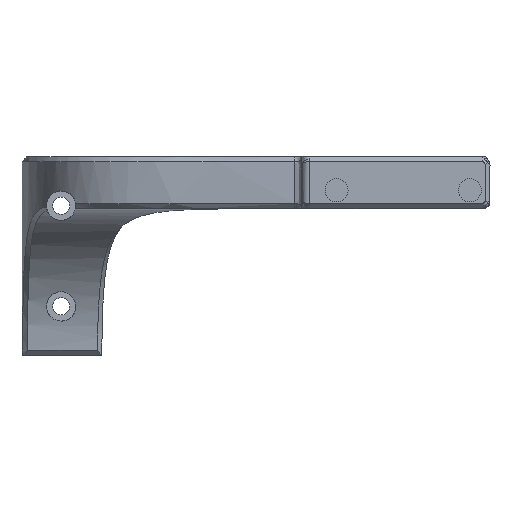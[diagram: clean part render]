
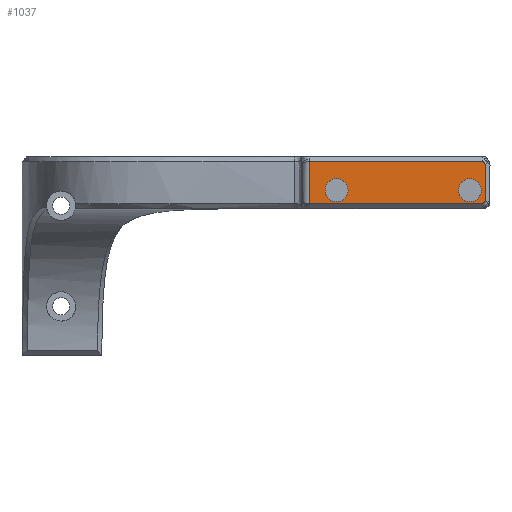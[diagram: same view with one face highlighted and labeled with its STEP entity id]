
A CAD part, front view. The second image highlights one B-rep face of the part: STEP entity #1037.
In plain terms, the highlighted planar face has unit normal (0, -1, 0).
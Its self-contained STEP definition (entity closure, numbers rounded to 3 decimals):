
#79=FACE_BOUND('',#282,.T.);
#80=FACE_BOUND('',#283,.T.);
#88=CIRCLE('',#1193,2.35);
#89=CIRCLE('',#1194,2.35);
#149=B_SPLINE_CURVE_WITH_KNOTS('',3,(#1969,#1970,#1971,#1972,#1973,#1974,
#1975,#1976,#1977,#1978,#1979,#1980),.UNSPECIFIED.,.F.,.F.,(4,2,2,2,2,4),
(0.,0.032,0.057,0.08,0.096,
0.114),.UNSPECIFIED.);
#150=B_SPLINE_CURVE_WITH_KNOTS('',3,(#1982,#1983,#1984,#1985),
 .UNSPECIFIED.,.F.,.F.,(4,4),(0.827,1.546),
 .UNSPECIFIED.);
#151=B_SPLINE_CURVE_WITH_KNOTS('',3,(#1986,#1987,#1988,#1989,#1990,#1991,
#1992,#1993,#1994,#1995,#1996,#1997),.UNSPECIFIED.,.F.,.F.,(4,2,2,2,2,4),
(0.,0.032,0.057,0.08,0.096,
0.114),.UNSPECIFIED.);
#220=FACE_OUTER_BOUND('',#281,.T.);
#281=EDGE_LOOP('',(#803,#804,#805,#806,#807,#808));
#282=EDGE_LOOP('',(#809));
#283=EDGE_LOOP('',(#810));
#356=LINE('',#1643,#414);
#363=LINE('',#1955,#421);
#364=LINE('',#1967,#422);
#414=VECTOR('',#1324,10.);
#421=VECTOR('',#1347,10.);
#422=VECTOR('',#1350,10.);
#467=VERTEX_POINT('',#1641);
#468=VERTEX_POINT('',#1642);
#486=VERTEX_POINT('',#1954);
#488=VERTEX_POINT('',#1966);
#489=VERTEX_POINT('',#1968);
#490=VERTEX_POINT('',#1981);
#491=VERTEX_POINT('',#1998);
#492=VERTEX_POINT('',#2000);
#578=EDGE_CURVE('',#467,#468,#356,.T.);
#606=EDGE_CURVE('',#468,#486,#363,.T.);
#609=EDGE_CURVE('',#488,#467,#364,.T.);
#610=EDGE_CURVE('',#489,#488,#149,.T.);
#611=EDGE_CURVE('',#490,#489,#150,.T.);
#612=EDGE_CURVE('',#486,#490,#151,.T.);
#613=EDGE_CURVE('',#491,#491,#88,.T.);
#614=EDGE_CURVE('',#492,#492,#89,.T.);
#803=ORIENTED_EDGE('',*,*,#578,.F.);
#804=ORIENTED_EDGE('',*,*,#609,.F.);
#805=ORIENTED_EDGE('',*,*,#610,.F.);
#806=ORIENTED_EDGE('',*,*,#611,.F.);
#807=ORIENTED_EDGE('',*,*,#612,.F.);
#808=ORIENTED_EDGE('',*,*,#606,.F.);
#809=ORIENTED_EDGE('',*,*,#613,.T.);
#810=ORIENTED_EDGE('',*,*,#614,.T.);
#1003=PLANE('',#1192);
#1037=ADVANCED_FACE('',(#220,#79,#80),#1003,.T.);
#1192=AXIS2_PLACEMENT_3D('',#1965,#1348,#1349);
#1193=AXIS2_PLACEMENT_3D('',#1999,#1351,#1352);
#1194=AXIS2_PLACEMENT_3D('',#2001,#1353,#1354);
#1324=DIRECTION('',(0.,0.,1.));
#1347=DIRECTION('',(1.,0.,0.));
#1348=DIRECTION('center_axis',(0.,-1.,0.));
#1349=DIRECTION('ref_axis',(1.,0.,0.));
#1350=DIRECTION('',(-1.,0.,0.));
#1351=DIRECTION('center_axis',(0.,1.,0.));
#1352=DIRECTION('ref_axis',(1.,0.,0.));
#1353=DIRECTION('center_axis',(0.,1.,0.));
#1354=DIRECTION('ref_axis',(1.,0.,0.));
#1641=CARTESIAN_POINT('',(-339.278,326.05,-214.656));
#1642=CARTESIAN_POINT('',(-339.278,326.05,-206.056));
#1643=CARTESIAN_POINT('',(-339.278,326.05,-217.828));
#1954=CARTESIAN_POINT('',(-304.019,326.05,-206.056));
#1955=CARTESIAN_POINT('',(-343.97,326.05,-206.056));
#1965=CARTESIAN_POINT('Origin',(-337.778,326.05,-210.356));
#1966=CARTESIAN_POINT('',(-304.019,326.05,-214.656));
#1967=CARTESIAN_POINT('',(-343.97,326.05,-214.656));
#1968=CARTESIAN_POINT('',(-303.312,326.05,-213.947));
#1969=CARTESIAN_POINT('Ctrl Pts',(-303.312,326.05,-213.947));
#1970=CARTESIAN_POINT('Ctrl Pts',(-303.312,326.05,-214.055));
#1971=CARTESIAN_POINT('Ctrl Pts',(-303.328,326.05,-214.163));
#1972=CARTESIAN_POINT('Ctrl Pts',(-303.399,326.05,-214.338));
#1973=CARTESIAN_POINT('Ctrl Pts',(-303.443,326.05,-214.407));
#1974=CARTESIAN_POINT('Ctrl Pts',(-303.554,326.05,-214.519));
#1975=CARTESIAN_POINT('Ctrl Pts',(-303.618,326.05,-214.561));
#1976=CARTESIAN_POINT('Ctrl Pts',(-303.738,326.05,-214.614));
#1977=CARTESIAN_POINT('Ctrl Pts',(-303.79,326.05,-214.629));
#1978=CARTESIAN_POINT('Ctrl Pts',(-303.901,326.05,-214.651));
#1979=CARTESIAN_POINT('Ctrl Pts',(-303.96,326.05,-214.656));
#1980=CARTESIAN_POINT('Ctrl Pts',(-304.019,326.05,-214.656));
#1981=CARTESIAN_POINT('',(-303.312,326.05,-206.765));
#1982=CARTESIAN_POINT('Ctrl Pts',(-303.312,326.05,-206.765));
#1983=CARTESIAN_POINT('Ctrl Pts',(-303.312,326.05,-209.159));
#1984=CARTESIAN_POINT('Ctrl Pts',(-303.312,326.05,-211.553));
#1985=CARTESIAN_POINT('Ctrl Pts',(-303.312,326.05,-213.947));
#1986=CARTESIAN_POINT('Ctrl Pts',(-304.019,326.05,-206.056));
#1987=CARTESIAN_POINT('Ctrl Pts',(-303.912,326.05,-206.056));
#1988=CARTESIAN_POINT('Ctrl Pts',(-303.804,326.05,-206.072));
#1989=CARTESIAN_POINT('Ctrl Pts',(-303.629,326.05,-206.143));
#1990=CARTESIAN_POINT('Ctrl Pts',(-303.561,326.05,-206.186));
#1991=CARTESIAN_POINT('Ctrl Pts',(-303.449,326.05,-206.297));
#1992=CARTESIAN_POINT('Ctrl Pts',(-303.407,326.05,-206.361));
#1993=CARTESIAN_POINT('Ctrl Pts',(-303.354,326.05,-206.482));
#1994=CARTESIAN_POINT('Ctrl Pts',(-303.338,326.05,-206.534));
#1995=CARTESIAN_POINT('Ctrl Pts',(-303.317,326.05,-206.646));
#1996=CARTESIAN_POINT('Ctrl Pts',(-303.312,326.05,-206.706));
#1997=CARTESIAN_POINT('Ctrl Pts',(-303.312,326.05,-206.765));
#1998=CARTESIAN_POINT('',(-336.028,326.05,-211.906));
#1999=CARTESIAN_POINT('Origin',(-333.678,326.05,-211.906));
#2000=CARTESIAN_POINT('',(-308.772,326.05,-211.906));
#2001=CARTESIAN_POINT('Origin',(-306.422,326.05,-211.906));
